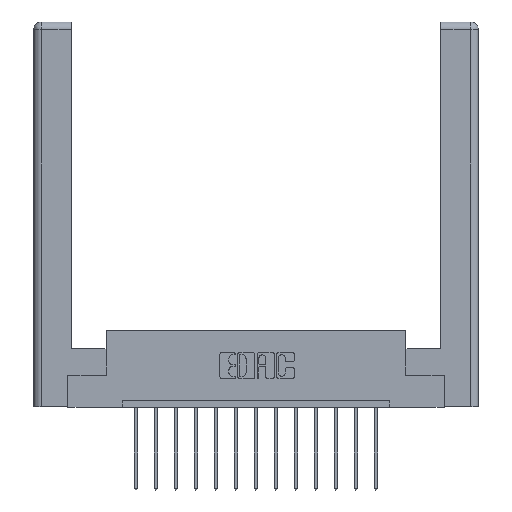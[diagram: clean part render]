
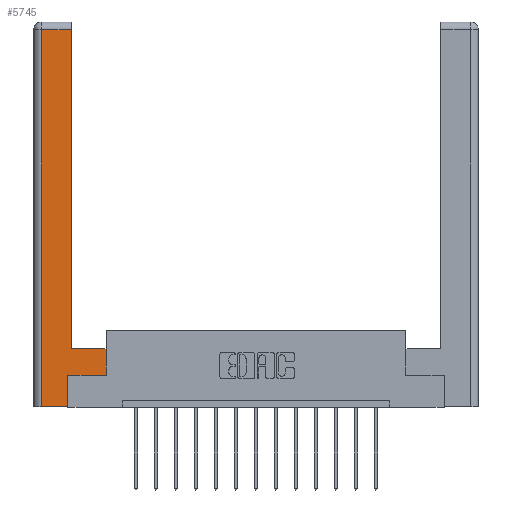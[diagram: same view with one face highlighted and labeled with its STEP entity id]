
A CAD part, top view. The second image highlights one B-rep face of the part: STEP entity #5745.
In plain terms, the highlighted planar face has unit normal (0, 0, 1).
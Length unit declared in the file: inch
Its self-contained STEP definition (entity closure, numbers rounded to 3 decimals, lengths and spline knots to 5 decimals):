
#233 = ORIENTED_EDGE ( 'NONE', *, *, #10684, .T. ) ;
#309 = DIRECTION ( 'NONE',  ( 0., 1., 0. ) ) ;
#337 = CARTESIAN_POINT ( 'NONE',  ( 0.565, 0.245, 0. ) ) ;
#571 = CARTESIAN_POINT ( 'NONE',  ( 0.265, 0.245, 0. ) ) ;
#1206 = CARTESIAN_POINT ( 'NONE',  ( 0.0615, 0., 0. ) ) ;
#1511 = VECTOR ( 'NONE', #13337, 39.37008 ) ;
#1555 = VERTEX_POINT ( 'NONE', #7008 ) ;
#1653 = LINE ( 'NONE', #571, #10386 ) ;
#1877 = DIRECTION ( 'NONE',  ( -1., 0., 0. ) ) ;
#1949 = EDGE_CURVE ( 'NONE', #11473, #5378, #8583, .T. ) ;
#2463 = LINE ( 'NONE', #10642, #14903 ) ;
#2694 = ORIENTED_EDGE ( 'NONE', *, *, #11900, .T. ) ;
#2949 = EDGE_CURVE ( 'NONE', #14588, #14331, #3148, .T. ) ;
#3148 = LINE ( 'NONE', #10625, #7000 ) ;
#3283 = ORIENTED_EDGE ( 'NONE', *, *, #2949, .T. ) ;
#3819 = FACE_OUTER_BOUND ( 'NONE', #6538, .T. ) ;
#4080 = CARTESIAN_POINT ( 'NONE',  ( 0.295, 2.94, 0. ) ) ;
#4426 = VECTOR ( 'NONE', #8310, 39.37008 ) ;
#4698 = EDGE_CURVE ( 'NONE', #10318, #13262, #9116, .T. ) ;
#4759 = CARTESIAN_POINT ( 'NONE',  ( 0.565, 0.245, 0. ) ) ;
#5378 = VERTEX_POINT ( 'NONE', #15240 ) ;
#5745 = ADVANCED_FACE ( 'NONE', ( #3819 ), #8751, .F. ) ;
#6100 = EDGE_CURVE ( 'NONE', #14851, #1555, #14861, .T. ) ;
#6409 = EDGE_CURVE ( 'NONE', #14331, #10318, #1653, .T. ) ;
#6538 = EDGE_LOOP ( 'NONE', ( #8520, #8166, #233, #3283, #13142, #15402, #2694, #15975 ) ) ;
#7000 = VECTOR ( 'NONE', #14386, 39.37008 ) ;
#7008 = CARTESIAN_POINT ( 'NONE',  ( 0.0615, 2.94, 0. ) ) ;
#7034 = DIRECTION ( 'NONE',  ( -1., 0., 0. ) ) ;
#8166 = ORIENTED_EDGE ( 'NONE', *, *, #6100, .T. ) ;
#8212 = CARTESIAN_POINT ( 'NONE',  ( 0.295, 0.45, 0. ) ) ;
#8310 = DIRECTION ( 'NONE',  ( 0., 1., 0. ) ) ;
#8520 = ORIENTED_EDGE ( 'NONE', *, *, #9601, .T. ) ;
#8583 = LINE ( 'NONE', #8212, #14429 ) ;
#8713 = CARTESIAN_POINT ( 'NONE',  ( 0.265, 0.245, 0. ) ) ;
#8719 = CARTESIAN_POINT ( 'NONE',  ( 0.265, 0., 0. ) ) ;
#8751 = PLANE ( 'NONE',  #10961 ) ;
#8942 = LINE ( 'NONE', #11443, #13597 ) ;
#9116 = LINE ( 'NONE', #4759, #1511 ) ;
#9601 = EDGE_CURVE ( 'NONE', #5378, #14851, #8942, .T. ) ;
#10020 = DIRECTION ( 'NONE',  ( -1., 0., 0. ) ) ;
#10318 = VERTEX_POINT ( 'NONE', #8713 ) ;
#10386 = VECTOR ( 'NONE', #13017, 39.37008 ) ;
#10625 = CARTESIAN_POINT ( 'NONE',  ( 0.265, 0., 0. ) ) ;
#10642 = CARTESIAN_POINT ( 'NONE',  ( 0.0615, 0., 0. ) ) ;
#10684 = EDGE_CURVE ( 'NONE', #1555, #14588, #2463, .T. ) ;
#10686 = CARTESIAN_POINT ( 'NONE',  ( 0.565, 0.45, 0. ) ) ;
#10961 = AXIS2_PLACEMENT_3D ( 'NONE', #14773, #16072, #10020 ) ;
#11443 = CARTESIAN_POINT ( 'NONE',  ( 0.295, 3., 0. ) ) ;
#11473 = VERTEX_POINT ( 'NONE', #13885 ) ;
#11571 = VECTOR ( 'NONE', #1877, 39.37008 ) ;
#11796 = DIRECTION ( 'NONE',  ( 0., -1., 0. ) ) ;
#11900 = EDGE_CURVE ( 'NONE', #13262, #11473, #12737, .T. ) ;
#12737 = LINE ( 'NONE', #10686, #4426 ) ;
#13017 = DIRECTION ( 'NONE',  ( 0., 1., 0. ) ) ;
#13142 = ORIENTED_EDGE ( 'NONE', *, *, #6409, .T. ) ;
#13262 = VERTEX_POINT ( 'NONE', #337 ) ;
#13337 = DIRECTION ( 'NONE',  ( 1., 0., 0. ) ) ;
#13597 = VECTOR ( 'NONE', #309, 39.37008 ) ;
#13885 = CARTESIAN_POINT ( 'NONE',  ( 0.565, 0.45, 0. ) ) ;
#14189 = CARTESIAN_POINT ( 'NONE',  ( 0.0615, 2.94, 0. ) ) ;
#14331 = VERTEX_POINT ( 'NONE', #8719 ) ;
#14386 = DIRECTION ( 'NONE',  ( 1., 0., 0. ) ) ;
#14429 = VECTOR ( 'NONE', #7034, 39.37008 ) ;
#14588 = VERTEX_POINT ( 'NONE', #1206 ) ;
#14773 = CARTESIAN_POINT ( 'NONE',  ( 0., 0., 0. ) ) ;
#14851 = VERTEX_POINT ( 'NONE', #4080 ) ;
#14861 = LINE ( 'NONE', #14189, #11571 ) ;
#14903 = VECTOR ( 'NONE', #11796, 39.37008 ) ;
#15240 = CARTESIAN_POINT ( 'NONE',  ( 0.295, 0.45, 0. ) ) ;
#15402 = ORIENTED_EDGE ( 'NONE', *, *, #4698, .T. ) ;
#15975 = ORIENTED_EDGE ( 'NONE', *, *, #1949, .T. ) ;
#16072 = DIRECTION ( 'NONE',  ( 0., 0., -1. ) ) ;
